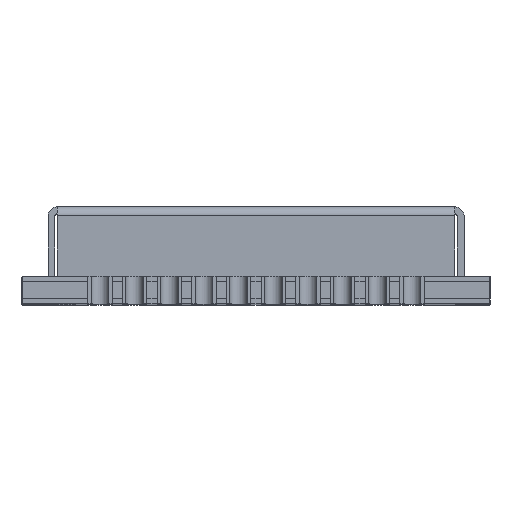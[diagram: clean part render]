
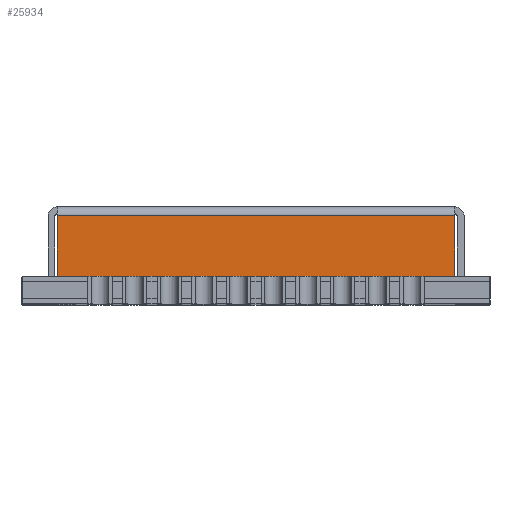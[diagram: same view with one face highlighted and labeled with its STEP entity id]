
A CAD part, top view. The second image highlights one B-rep face of the part: STEP entity #25934.
In plain terms, the highlighted planar face has unit normal (0, 0, 1).
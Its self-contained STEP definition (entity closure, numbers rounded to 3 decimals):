
#400 = CARTESIAN_POINT ( 'NONE',  ( 5.729, 0.8, 7.85 ) ) ;
#1050 = LINE ( 'NONE', #30284, #14689 ) ;
#2348 = PLANE ( 'NONE',  #16474 ) ;
#4080 = CARTESIAN_POINT ( 'NONE',  ( -5.729, 2.55, 7.85 ) ) ;
#4252 = VECTOR ( 'NONE', #15327, 1000. ) ;
#4400 = EDGE_CURVE ( 'NONE', #8206, #14916, #1050, .T. ) ;
#4949 = DIRECTION ( 'NONE',  ( 0., 0., -1. ) ) ;
#5928 = LINE ( 'NONE', #34583, #4252 ) ;
#7228 = LINE ( 'NONE', #30621, #18797 ) ;
#7453 = EDGE_CURVE ( 'NONE', #13927, #24024, #5928, .T. ) ;
#8206 = VERTEX_POINT ( 'NONE', #14308 ) ;
#12610 = LINE ( 'NONE', #12774, #32637 ) ;
#12774 = CARTESIAN_POINT ( 'NONE',  ( -5.729, 2.8, 7.85 ) ) ;
#13927 = VERTEX_POINT ( 'NONE', #15097 ) ;
#14308 = CARTESIAN_POINT ( 'NONE',  ( -5.729, 0.8, 7.85 ) ) ;
#14689 = VECTOR ( 'NONE', #21767, 1000. ) ;
#14916 = VERTEX_POINT ( 'NONE', #400 ) ;
#15097 = CARTESIAN_POINT ( 'NONE',  ( 5.729, 2.55, 7.85 ) ) ;
#15327 = DIRECTION ( 'NONE',  ( -1., 0., 0. ) ) ;
#15914 = ORIENTED_EDGE ( 'NONE', *, *, #28238, .T. ) ;
#16474 = AXIS2_PLACEMENT_3D ( 'NONE', #26721, #4949, #29210 ) ;
#17181 = ORIENTED_EDGE ( 'NONE', *, *, #4400, .T. ) ;
#18797 = VECTOR ( 'NONE', #33368, 1000. ) ;
#19927 = FACE_OUTER_BOUND ( 'NONE', #34809, .T. ) ;
#20659 = DIRECTION ( 'NONE',  ( 0., -1., 0. ) ) ;
#21767 = DIRECTION ( 'NONE',  ( 1., 0., 0. ) ) ;
#24024 = VERTEX_POINT ( 'NONE', #4080 ) ;
#25934 = ADVANCED_FACE ( 'NONE', ( #19927 ), #2348, .F. ) ;
#26295 = EDGE_CURVE ( 'NONE', #14916, #13927, #7228, .T. ) ;
#26721 = CARTESIAN_POINT ( 'NONE',  ( -6., 2.8, 7.85 ) ) ;
#28238 = EDGE_CURVE ( 'NONE', #24024, #8206, #12610, .T. ) ;
#28307 = ORIENTED_EDGE ( 'NONE', *, *, #26295, .T. ) ;
#29210 = DIRECTION ( 'NONE',  ( -1., 0., 0. ) ) ;
#30284 = CARTESIAN_POINT ( 'NONE',  ( -6., 0.8, 7.85 ) ) ;
#30538 = ORIENTED_EDGE ( 'NONE', *, *, #7453, .T. ) ;
#30621 = CARTESIAN_POINT ( 'NONE',  ( 5.729, 2.8, 7.85 ) ) ;
#32637 = VECTOR ( 'NONE', #20659, 1000. ) ;
#33368 = DIRECTION ( 'NONE',  ( 0., 1., 0. ) ) ;
#34583 = CARTESIAN_POINT ( 'NONE',  ( -6., 2.55, 7.85 ) ) ;
#34809 = EDGE_LOOP ( 'NONE', ( #28307, #30538, #15914, #17181 ) ) ;
